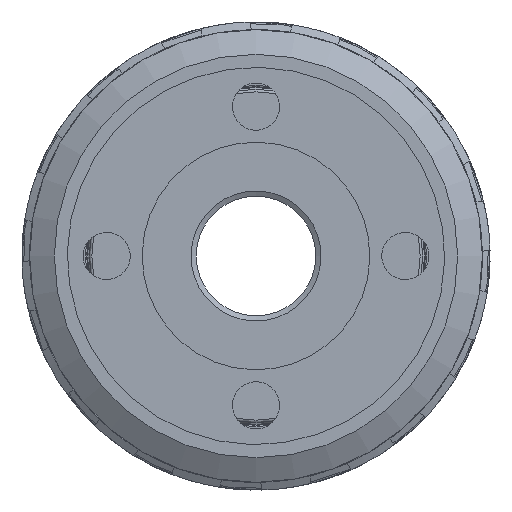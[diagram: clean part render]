
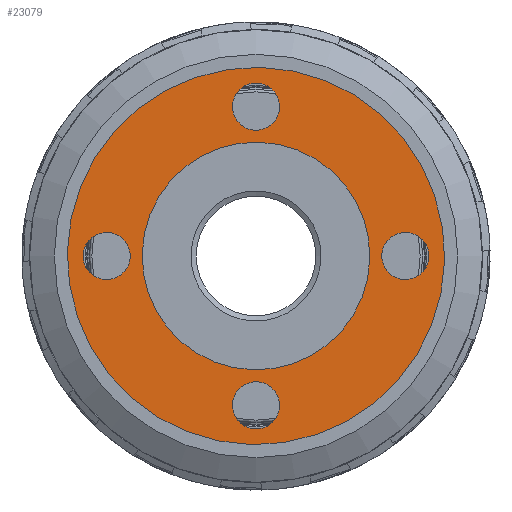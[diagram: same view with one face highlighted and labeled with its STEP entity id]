
A CAD part, front view. The second image highlights one B-rep face of the part: STEP entity #23079.
In plain terms, the highlighted planar face has unit normal (0, -1, 0).
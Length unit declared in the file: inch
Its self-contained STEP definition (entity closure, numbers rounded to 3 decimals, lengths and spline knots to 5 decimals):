
#22912=CARTESIAN_POINT('',(2.70409,-17.86198,0.17978));
#22913=VERTEX_POINT('',#22912);
#22914=CARTESIAN_POINT('',(2.375,-17.86198,0.0));
#22915=DIRECTION('',(0.0,-1.0,0.0));
#22916=DIRECTION('',(1.0,0.0,0.0));
#22917=AXIS2_PLACEMENT_3D('',#22914,#22915,#22916);
#22918=CIRCLE('',#22917,0.375);
#22919=EDGE_CURVE('',#22913,#22913,#22918,.T.);
#22929=CARTESIAN_POINT('',(1.43828,-17.86198,-2.63275));
#22930=VERTEX_POINT('',#22929);
#22931=CARTESIAN_POINT('',(0.,-17.86198,0.0));
#22932=DIRECTION('',(0.0,-1.0,0.0));
#22933=DIRECTION('',(1.0,0.0,0.0));
#22934=AXIS2_PLACEMENT_3D('',#22931,#22932,#22933);
#22935=CIRCLE('',#22934,3.);
#22936=EDGE_CURVE('',#22930,#22930,#22935,.T.);
#23020=CARTESIAN_POINT('',(0.86776,-17.86198,-1.58842));
#23021=VERTEX_POINT('',#23020);
#23022=CARTESIAN_POINT('',(0.,-17.86198,0.0));
#23023=DIRECTION('',(0.0,-1.0,0.0));
#23024=DIRECTION('',(1.0,0.0,0.0));
#23025=AXIS2_PLACEMENT_3D('',#23022,#23023,#23024);
#23026=CIRCLE('',#23025,1.81);
#23027=EDGE_CURVE('',#23021,#23021,#23026,.T.);
#23032=CARTESIAN_POINT('',(0.,-17.86198,-1.81));
#23033=DIRECTION('',(0.0,-1.0,0.0));
#23034=DIRECTION('',(-1.0,0.0,0.0));
#23035=AXIS2_PLACEMENT_3D('',#23032,#23033,#23034);
#23036=PLANE('',#23035);
#23037=ORIENTED_EDGE('',*,*,#22936,.T.);
#23038=EDGE_LOOP('',(#23037));
#23039=FACE_OUTER_BOUND('',#23038,.T.);
#23040=ORIENTED_EDGE('',*,*,#22919,.F.);
#23041=EDGE_LOOP('',(#23040));
#23042=FACE_BOUND('',#23041,.T.);
#23043=ORIENTED_EDGE('',*,*,#23027,.F.);
#23044=EDGE_LOOP('',(#23043));
#23045=FACE_BOUND('',#23044,.T.);
#23046=CARTESIAN_POINT('',(-0.17978,-17.86198,2.70409));
#23047=VERTEX_POINT('',#23046);
#23048=CARTESIAN_POINT('',(0.,-17.86198,2.375));
#23049=DIRECTION('',(0.0,-1.0,0.0));
#23050=DIRECTION('',(1.0,0.0,0.0));
#23051=AXIS2_PLACEMENT_3D('',#23048,#23049,#23050);
#23052=CIRCLE('',#23051,0.375);
#23053=EDGE_CURVE('',#23047,#23047,#23052,.T.);
#23054=ORIENTED_EDGE('',*,*,#23053,.F.);
#23055=EDGE_LOOP('',(#23054));
#23056=FACE_BOUND('',#23055,.T.);
#23057=CARTESIAN_POINT('',(-2.70409,-17.86198,-0.17978));
#23058=VERTEX_POINT('',#23057);
#23059=CARTESIAN_POINT('',(-2.375,-17.86198,0.));
#23060=DIRECTION('',(0.0,-1.0,0.0));
#23061=DIRECTION('',(1.0,0.0,0.0));
#23062=AXIS2_PLACEMENT_3D('',#23059,#23060,#23061);
#23063=CIRCLE('',#23062,0.375);
#23064=EDGE_CURVE('',#23058,#23058,#23063,.T.);
#23065=ORIENTED_EDGE('',*,*,#23064,.F.);
#23066=EDGE_LOOP('',(#23065));
#23067=FACE_BOUND('',#23066,.T.);
#23068=CARTESIAN_POINT('',(0.17978,-17.86198,-2.70409));
#23069=VERTEX_POINT('',#23068);
#23070=CARTESIAN_POINT('',(0.,-17.86198,-2.375));
#23071=DIRECTION('',(0.0,-1.0,0.0));
#23072=DIRECTION('',(1.0,0.0,0.0));
#23073=AXIS2_PLACEMENT_3D('',#23070,#23071,#23072);
#23074=CIRCLE('',#23073,0.375);
#23075=EDGE_CURVE('',#23069,#23069,#23074,.T.);
#23076=ORIENTED_EDGE('',*,*,#23075,.F.);
#23077=EDGE_LOOP('',(#23076));
#23078=FACE_BOUND('',#23077,.T.);
#23079=ADVANCED_FACE('',(#23039,#23042,#23045,#23056,#23067,#23078),#23036,.T.);
